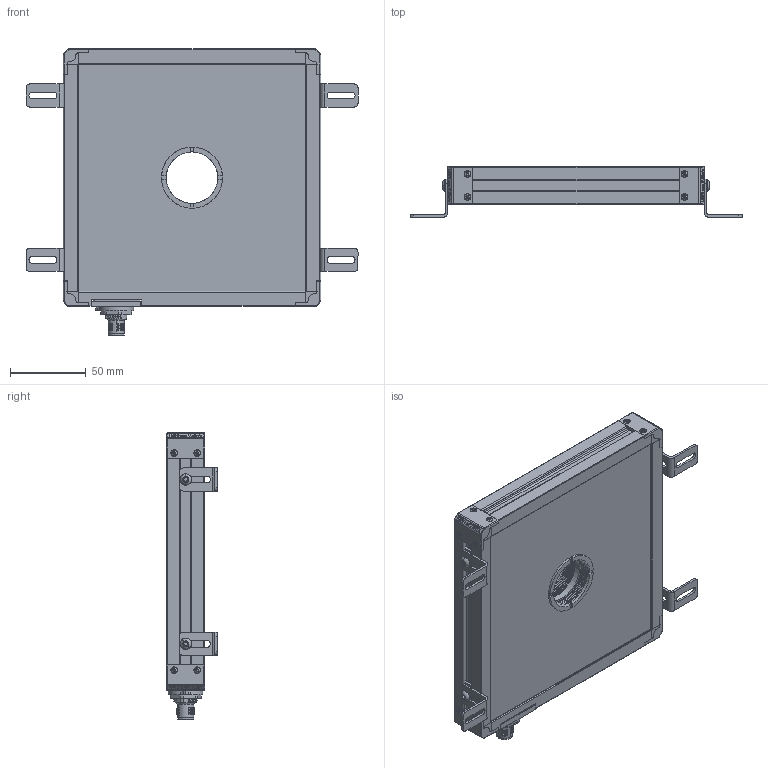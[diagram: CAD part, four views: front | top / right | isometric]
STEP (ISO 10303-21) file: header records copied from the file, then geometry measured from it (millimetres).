
FILE_DESCRIPTION (( 'STEP AP203' ), '1' );
FILE_NAME ('TXFD1A-0606-ASSY.STEP', '2023-06-22T17:14:48', ( '' ), ( '' ), 'SwSTEP 2.0', 'SolidWorks 2022', '' );
FILE_SCHEMA (( 'CONFIG_CONTROL_DESIGN' ));
Length unit declared in the file: inch
Products named in the file (18): LCA-TXFD-ASSY_LC32-TXFD6X6-ASSY; TXBL-CORNER; TXBL-CONN-GASKET; CR-TXFD_CR1A-TXFD; 50079; TXBL-BRACKET_TXBL-BRACKET; TXBL-CONN-RAIL_TXBL-CONN-RAIL-06; TXBL-RAIL_TXBL-RAIL-06; 50249_DEFAULT; BAP-TXFD_BAP1A-TXFD-0606; 50459; TXBL-CONN-PLATE; TXFD1A-0606-ASSY; MetricTorxScrews_50934; TXBL-CORNER-SEAL; PCB-700_CB1; DF-TXFD_DF1A-TXFD-0606; LC-TXFD_LC1A-TXFD
Assembly tree (54 placements, depth 3):
  TXFD1A-0606-ASSY
    TXBL-CONN-RAIL_TXBL-CONN-RAIL-06
    TXBL-CORNER  x4
    TXBL-CORNER-SEAL  x4
    TXBL-RAIL_TXBL-RAIL-06  x3
    TXBL-CONN-GASKET
    TXBL-CONN-PLATE
    50459
    MetricTorxScrews_50934  x20
    50079  x4
    TXBL-BRACKET_TXBL-BRACKET  x4
    50249_DEFAULT  x4
    PCB-700_CB1
    LCA-TXFD-ASSY_LC32-TXFD6X6-ASSY
      CR-TXFD_CR1A-TXFD  x2
      LC-TXFD_LC1A-TXFD
      BAP-TXFD_BAP1A-TXFD-0606
      DF-TXFD_DF1A-TXFD-0606
Bounding box: 219.21 x 33.32 x 189.07 mm (x, y, z)
Volume: 223141.3 mm3; surface area: 198905.7 mm2
Topology: 54 solids, 54 shells, 3052 faces, 7918 edges, 5072 vertices
Faces by surface type: plane 1310, cylinder 1174, cone 262, bspline 198, torus 88, sphere 20
Entity records: 53029 total; most frequent: CARTESIAN_POINT 15989, ORIENTED_EDGE 7320, DIRECTION 6852, EDGE_CURVE 3660, AXIS2_PLACEMENT_3D 2421, VERTEX_POINT 2344, LINE 2010, VECTOR 2010
